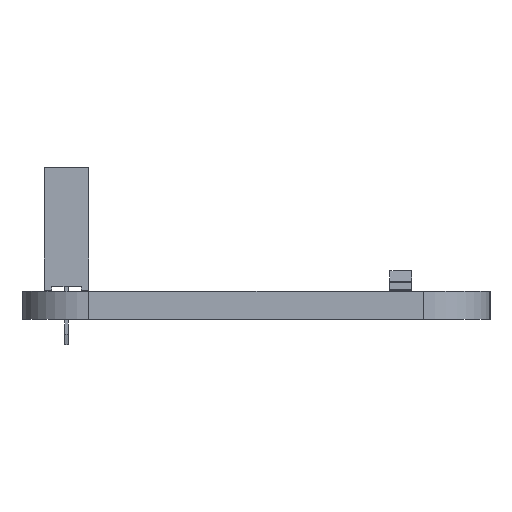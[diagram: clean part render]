
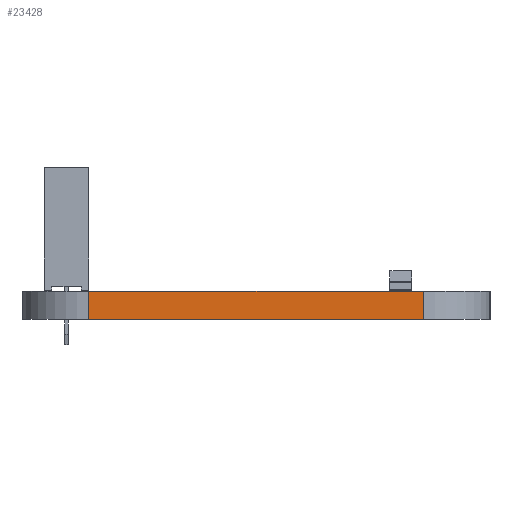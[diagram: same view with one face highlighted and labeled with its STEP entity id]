
A CAD part, left-side view. The second image highlights one B-rep face of the part: STEP entity #23428.
In plain terms, the highlighted planar face has unit normal (-1, 0, 0).
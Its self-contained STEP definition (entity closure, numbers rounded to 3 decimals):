
#23428 = ADVANCED_FACE('',(#23429),#23443,.F.);
#23429 = FACE_BOUND('',#23430,.F.);
#23430 = EDGE_LOOP('',(#23431,#23466,#23494,#23522));
#23431 = ORIENTED_EDGE('',*,*,#23432,.T.);
#23432 = EDGE_CURVE('',#23433,#23435,#23437,.T.);
#23433 = VERTEX_POINT('',#23434);
#23434 = CARTESIAN_POINT('',(113.03,-57.15,0.));
#23435 = VERTEX_POINT('',#23436);
#23436 = CARTESIAN_POINT('',(113.03,-57.15,1.6));
#23437 = SURFACE_CURVE('',#23438,(#23442,#23454),.PCURVE_S1.);
#23438 = LINE('',#23439,#23440);
#23439 = CARTESIAN_POINT('',(113.03,-57.15,0.));
#23440 = VECTOR('',#23441,1.);
#23441 = DIRECTION('',(0.,0.,1.));
#23442 = PCURVE('',#23443,#23448);
#23443 = PLANE('',#23444);
#23444 = AXIS2_PLACEMENT_3D('',#23445,#23446,#23447);
#23445 = CARTESIAN_POINT('',(113.03,-57.15,0.));
#23446 = DIRECTION('',(1.,0.,0.));
#23447 = DIRECTION('',(0.,-1.,0.));
#23448 = DEFINITIONAL_REPRESENTATION('',(#23449),#23453);
#23449 = LINE('',#23450,#23451);
#23450 = CARTESIAN_POINT('',(0.,0.));
#23451 = VECTOR('',#23452,1.);
#23452 = DIRECTION('',(0.,-1.));
#23453 = ( GEOMETRIC_REPRESENTATION_CONTEXT(2) 
PARAMETRIC_REPRESENTATION_CONTEXT() REPRESENTATION_CONTEXT('2D SPACE',''
  ) );
#23454 = PCURVE('',#23455,#23460);
#23455 = CYLINDRICAL_SURFACE('',#23456,3.81);
#23456 = AXIS2_PLACEMENT_3D('',#23457,#23458,#23459);
#23457 = CARTESIAN_POINT('',(116.84,-57.15,0.));
#23458 = DIRECTION('',(0.,0.,-1.));
#23459 = DIRECTION('',(1.,0.,0.));
#23460 = DEFINITIONAL_REPRESENTATION('',(#23461),#23465);
#23461 = LINE('',#23462,#23463);
#23462 = CARTESIAN_POINT('',(-3.142,0.));
#23463 = VECTOR('',#23464,1.);
#23464 = DIRECTION('',(0.,-1.));
#23465 = ( GEOMETRIC_REPRESENTATION_CONTEXT(2) 
PARAMETRIC_REPRESENTATION_CONTEXT() REPRESENTATION_CONTEXT('2D SPACE',''
  ) );
#23466 = ORIENTED_EDGE('',*,*,#23467,.T.);
#23467 = EDGE_CURVE('',#23435,#23468,#23470,.T.);
#23468 = VERTEX_POINT('',#23469);
#23469 = CARTESIAN_POINT('',(113.03,-76.2,1.6));
#23470 = SURFACE_CURVE('',#23471,(#23475,#23482),.PCURVE_S1.);
#23471 = LINE('',#23472,#23473);
#23472 = CARTESIAN_POINT('',(113.03,-57.15,1.6));
#23473 = VECTOR('',#23474,1.);
#23474 = DIRECTION('',(0.,-1.,0.));
#23475 = PCURVE('',#23443,#23476);
#23476 = DEFINITIONAL_REPRESENTATION('',(#23477),#23481);
#23477 = LINE('',#23478,#23479);
#23478 = CARTESIAN_POINT('',(0.,-1.6));
#23479 = VECTOR('',#23480,1.);
#23480 = DIRECTION('',(1.,0.));
#23481 = ( GEOMETRIC_REPRESENTATION_CONTEXT(2) 
PARAMETRIC_REPRESENTATION_CONTEXT() REPRESENTATION_CONTEXT('2D SPACE',''
  ) );
#23482 = PCURVE('',#23483,#23488);
#23483 = PLANE('',#23484);
#23484 = AXIS2_PLACEMENT_3D('',#23485,#23486,#23487);
#23485 = CARTESIAN_POINT('',(184.15,-66.675,1.6));
#23486 = DIRECTION('',(0.,0.,1.));
#23487 = DIRECTION('',(1.,0.,0.));
#23488 = DEFINITIONAL_REPRESENTATION('',(#23489),#23493);
#23489 = LINE('',#23490,#23491);
#23490 = CARTESIAN_POINT('',(-71.12,9.525));
#23491 = VECTOR('',#23492,1.);
#23492 = DIRECTION('',(0.,-1.));
#23493 = ( GEOMETRIC_REPRESENTATION_CONTEXT(2) 
PARAMETRIC_REPRESENTATION_CONTEXT() REPRESENTATION_CONTEXT('2D SPACE',''
  ) );
#23494 = ORIENTED_EDGE('',*,*,#23495,.F.);
#23495 = EDGE_CURVE('',#23496,#23468,#23498,.T.);
#23496 = VERTEX_POINT('',#23497);
#23497 = CARTESIAN_POINT('',(113.03,-76.2,0.));
#23498 = SURFACE_CURVE('',#23499,(#23503,#23510),.PCURVE_S1.);
#23499 = LINE('',#23500,#23501);
#23500 = CARTESIAN_POINT('',(113.03,-76.2,0.));
#23501 = VECTOR('',#23502,1.);
#23502 = DIRECTION('',(0.,0.,1.));
#23503 = PCURVE('',#23443,#23504);
#23504 = DEFINITIONAL_REPRESENTATION('',(#23505),#23509);
#23505 = LINE('',#23506,#23507);
#23506 = CARTESIAN_POINT('',(19.05,0.));
#23507 = VECTOR('',#23508,1.);
#23508 = DIRECTION('',(0.,-1.));
#23509 = ( GEOMETRIC_REPRESENTATION_CONTEXT(2) 
PARAMETRIC_REPRESENTATION_CONTEXT() REPRESENTATION_CONTEXT('2D SPACE',''
  ) );
#23510 = PCURVE('',#23511,#23516);
#23511 = CYLINDRICAL_SURFACE('',#23512,3.81);
#23512 = AXIS2_PLACEMENT_3D('',#23513,#23514,#23515);
#23513 = CARTESIAN_POINT('',(116.84,-76.2,0.));
#23514 = DIRECTION('',(0.,0.,-1.));
#23515 = DIRECTION('',(1.,0.,0.));
#23516 = DEFINITIONAL_REPRESENTATION('',(#23517),#23521);
#23517 = LINE('',#23518,#23519);
#23518 = CARTESIAN_POINT('',(-3.142,0.));
#23519 = VECTOR('',#23520,1.);
#23520 = DIRECTION('',(0.,-1.));
#23521 = ( GEOMETRIC_REPRESENTATION_CONTEXT(2) 
PARAMETRIC_REPRESENTATION_CONTEXT() REPRESENTATION_CONTEXT('2D SPACE',''
  ) );
#23522 = ORIENTED_EDGE('',*,*,#23523,.F.);
#23523 = EDGE_CURVE('',#23433,#23496,#23524,.T.);
#23524 = SURFACE_CURVE('',#23525,(#23529,#23536),.PCURVE_S1.);
#23525 = LINE('',#23526,#23527);
#23526 = CARTESIAN_POINT('',(113.03,-57.15,0.));
#23527 = VECTOR('',#23528,1.);
#23528 = DIRECTION('',(0.,-1.,0.));
#23529 = PCURVE('',#23443,#23530);
#23530 = DEFINITIONAL_REPRESENTATION('',(#23531),#23535);
#23531 = LINE('',#23532,#23533);
#23532 = CARTESIAN_POINT('',(0.,0.));
#23533 = VECTOR('',#23534,1.);
#23534 = DIRECTION('',(1.,0.));
#23535 = ( GEOMETRIC_REPRESENTATION_CONTEXT(2) 
PARAMETRIC_REPRESENTATION_CONTEXT() REPRESENTATION_CONTEXT('2D SPACE',''
  ) );
#23536 = PCURVE('',#23537,#23542);
#23537 = PLANE('',#23538);
#23538 = AXIS2_PLACEMENT_3D('',#23539,#23540,#23541);
#23539 = CARTESIAN_POINT('',(184.15,-66.675,0.));
#23540 = DIRECTION('',(0.,0.,1.));
#23541 = DIRECTION('',(1.,0.,0.));
#23542 = DEFINITIONAL_REPRESENTATION('',(#23543),#23547);
#23543 = LINE('',#23544,#23545);
#23544 = CARTESIAN_POINT('',(-71.12,9.525));
#23545 = VECTOR('',#23546,1.);
#23546 = DIRECTION('',(0.,-1.));
#23547 = ( GEOMETRIC_REPRESENTATION_CONTEXT(2) 
PARAMETRIC_REPRESENTATION_CONTEXT() REPRESENTATION_CONTEXT('2D SPACE',''
  ) );
